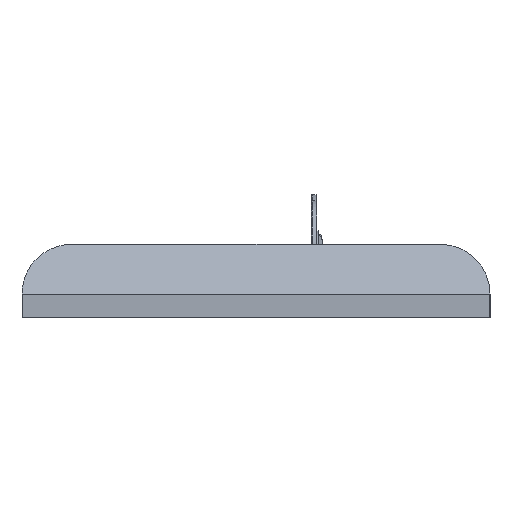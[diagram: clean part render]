
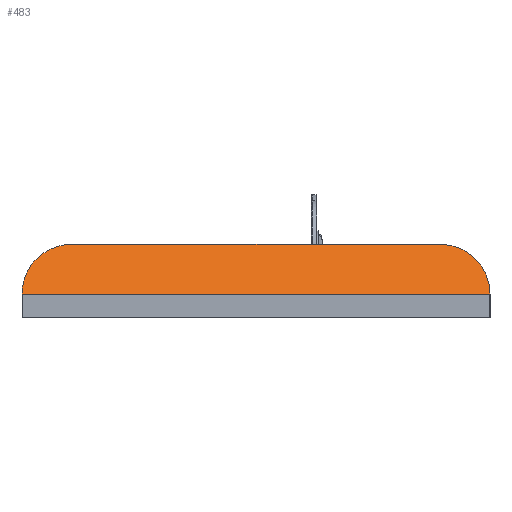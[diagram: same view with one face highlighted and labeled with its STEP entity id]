
A CAD part, left-side view. The second image highlights one B-rep face of the part: STEP entity #483.
In plain terms, the highlighted planar face has unit normal (-0.832, 0, 0.555).
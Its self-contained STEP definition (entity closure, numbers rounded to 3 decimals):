
#483=ADVANCED_FACE('',(#855),#5889,.T.);
#855=FACE_OUTER_BOUND('',#1283,.T.);
#1283=EDGE_LOOP('',(#3100,#3101,#3102,#3103));
#3100=ORIENTED_EDGE('',*,*,#4025,.F.);
#3101=ORIENTED_EDGE('',*,*,#4030,.T.);
#3102=ORIENTED_EDGE('',*,*,#4026,.T.);
#3103=ORIENTED_EDGE('',*,*,#4034,.T.);
#4025=EDGE_CURVE('',#5524,#5527,#4941,.T.);
#4026=EDGE_CURVE('',#5528,#5530,#4942,.T.);
#4030=EDGE_CURVE('',#5524,#5528,#4946,.T.);
#4034=EDGE_CURVE('',#5530,#5527,#4950,.T.);
#4941=B_SPLINE_CURVE_WITH_KNOTS('',1,(#10509,#10510),.UNSPECIFIED.,.F.,
 .F.,(2,2),(0.,1415.),.UNSPECIFIED.);
#4942=B_SPLINE_CURVE_WITH_KNOTS('',1,(#10511,#10512),.UNSPECIFIED.,.F.,
 .F.,(2,2),(150.,1265.),.UNSPECIFIED.);
#4946=B_SPLINE_CURVE_WITH_KNOTS('',3,(#10519,#10520,#10521,#10522,#10523,
#10524,#10525,#10526,#10527,#10528,#10529,#10530,#10531,#10532,#10533,#10534,
#10535,#10536,#10537,#10538),.UNSPECIFIED.,.F.,.F.,(4,1,1,1,1,1,1,1,1,1,
1,1,1,1,1,1,1,4),(0.,15.242,30.935,46.998,
63.34,79.857,96.442,112.985,129.38,
145.533,161.362,176.802,191.808,206.353,
220.424,234.024,247.161,259.852),
 .UNSPECIFIED.);
#4950=B_SPLINE_CURVE_WITH_KNOTS('',3,(#10563,#10564,#10565,#10566,#10567,
#10568,#10569,#10570,#10571,#10572,#10573,#10574,#10575,#10576,#10577,#10578,
#10579,#10580,#10581,#10582),.UNSPECIFIED.,.F.,.F.,(4,1,1,1,1,1,1,1,1,1,
1,1,1,1,1,1,1,4),(-259.852,-247.161,-234.024,
-220.424,-206.353,-191.808,-176.802,
-161.362,-145.533,-129.38,-112.985,
-96.442,-79.857,-63.34,-46.998,
-30.935,-15.242,0.),.UNSPECIFIED.);
#5524=VERTEX_POINT('',#10483);
#5527=VERTEX_POINT('',#10486);
#5528=VERTEX_POINT('',#10487);
#5530=VERTEX_POINT('',#10489);
#5889=PLANE('',#6313);
#6313=AXIS2_PLACEMENT_3D('',#10474,#6654,$);
#6654=DIRECTION('',(-0.832,0.,0.555));
#10474=CARTESIAN_POINT('',(-1720.,-1.415,70.));
#10483=CARTESIAN_POINT('',(-1720.,0.,70.));
#10486=CARTESIAN_POINT('',(-1720.,1415.,70.));
#10487=CARTESIAN_POINT('',(-1620.,150.,220.));
#10489=CARTESIAN_POINT('',(-1620.,1265.,220.));
#10509=CARTESIAN_POINT('',(-1720.,0.,70.));
#10510=CARTESIAN_POINT('',(-1720.,1415.,70.));
#10511=CARTESIAN_POINT('',(-1620.,150.,220.));
#10512=CARTESIAN_POINT('',(-1620.,1265.,220.));
#10519=CARTESIAN_POINT('',(-1720.,0.,70.));
#10520=CARTESIAN_POINT('',(-1717.182,0.,74.227));
#10521=CARTESIAN_POINT('',(-1711.46,0.363,82.81));
#10522=CARTESIAN_POINT('',(-1702.812,2.034,95.782));
#10523=CARTESIAN_POINT('',(-1694.056,4.923,108.917));
#10524=CARTESIAN_POINT('',(-1685.301,9.09,122.049));
#10525=CARTESIAN_POINT('',(-1676.667,14.567,135.));
#10526=CARTESIAN_POINT('',(-1668.282,21.35,147.577));
#10527=CARTESIAN_POINT('',(-1660.274,29.4,159.589));
#10528=CARTESIAN_POINT('',(-1652.768,38.642,170.848));
#10529=CARTESIAN_POINT('',(-1645.876,48.961,181.185));
#10530=CARTESIAN_POINT('',(-1639.698,60.214,190.453));
#10531=CARTESIAN_POINT('',(-1634.31,72.231,198.535));
#10532=CARTESIAN_POINT('',(-1629.767,84.826,205.35));
#10533=CARTESIAN_POINT('',(-1626.096,97.804,210.856));
#10534=CARTESIAN_POINT('',(-1623.301,110.971,215.048));
#10535=CARTESIAN_POINT('',(-1621.364,124.145,217.954));
#10536=CARTESIAN_POINT('',(-1620.243,137.154,219.635));
#10537=CARTESIAN_POINT('',(-1620.,145.77,220.));
#10538=CARTESIAN_POINT('',(-1620.,150.,220.));
#10563=CARTESIAN_POINT('',(-1620.,1265.,220.));
#10564=CARTESIAN_POINT('',(-1620.,1269.23,220.));
#10565=CARTESIAN_POINT('',(-1620.243,1277.846,219.635));
#10566=CARTESIAN_POINT('',(-1621.364,1290.855,217.954));
#10567=CARTESIAN_POINT('',(-1623.301,1304.029,215.048));
#10568=CARTESIAN_POINT('',(-1626.096,1317.196,210.856));
#10569=CARTESIAN_POINT('',(-1629.767,1330.174,205.35));
#10570=CARTESIAN_POINT('',(-1634.31,1342.769,198.535));
#10571=CARTESIAN_POINT('',(-1639.698,1354.786,190.453));
#10572=CARTESIAN_POINT('',(-1645.876,1366.039,181.185));
#10573=CARTESIAN_POINT('',(-1652.768,1376.358,170.848));
#10574=CARTESIAN_POINT('',(-1660.274,1385.6,159.589));
#10575=CARTESIAN_POINT('',(-1668.282,1393.65,147.577));
#10576=CARTESIAN_POINT('',(-1676.667,1400.433,135.));
#10577=CARTESIAN_POINT('',(-1685.301,1405.91,122.049));
#10578=CARTESIAN_POINT('',(-1694.056,1410.077,108.917));
#10579=CARTESIAN_POINT('',(-1702.812,1412.966,95.782));
#10580=CARTESIAN_POINT('',(-1711.46,1414.637,82.81));
#10581=CARTESIAN_POINT('',(-1717.182,1415.,74.227));
#10582=CARTESIAN_POINT('',(-1720.,1415.,70.));
